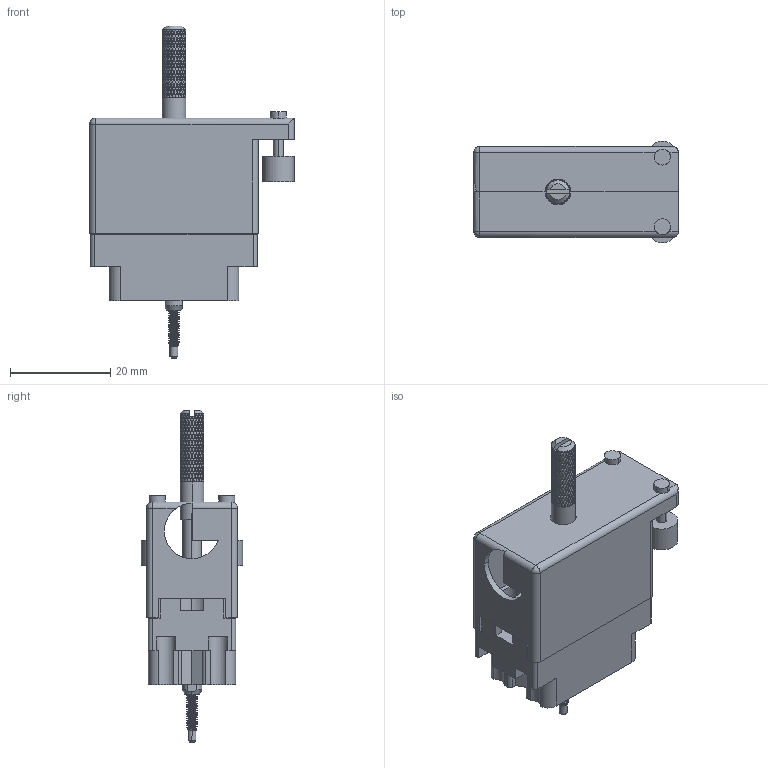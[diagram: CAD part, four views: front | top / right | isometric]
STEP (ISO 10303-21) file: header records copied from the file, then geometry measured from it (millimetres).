
FILE_DESCRIPTION (( 'STEP AP203' ), '1' );
FILE_NAME ('516-020-000-325.STEP', '2020-03-09T12:44:49', ( '' ), ( '' ), 'SwSTEP 2.0', 'SolidWorks 2016', '' );
FILE_SCHEMA (( 'CONFIG_CONTROL_DESIGN' ));
Length unit declared in the file: inch
Products named in the file (9): 516-230-001_Plastic - 020 Side Entry; 516 Plug Insulator_020; Actuating Screw Assy 020; 516-253-025-100; 516-250-021-102; 516-252-022-102; 516-250-020-111; 516-020-000-325; 516-251-025-100
Assembly tree (8 placements, depth 3):
  516-020-000-325
    516 Plug Insulator_020
    516-230-001_Plastic - 020 Side Entry
    Actuating Screw Assy 020
      516-251-025-100
      516-250-021-102
      516-250-020-111
      516-253-025-100
      516-252-022-102
Bounding box: 40.87 x 20.24 x 66.29 mm (x, y, z)
Volume: 8874.9 mm3; surface area: 14371 mm2
Topology: 7 solids, 7 shells, 3358 faces, 7558 edges, 4221 vertices
Faces by surface type: bspline 2022, cylinder 770, plane 544, cone 20, sphere 2
Entity records: 181493 total; most frequent: CARTESIAN_POINT 129021, ORIENTED_EDGE 15112, EDGE_CURVE 7556, DIRECTION 5595, VERTEX_POINT 4221, EDGE_LOOP 3441, FACE_OUTER_BOUND 3358, ADVANCED_FACE 3358
